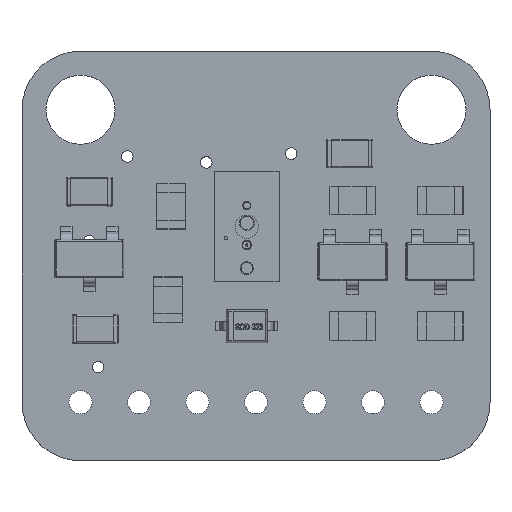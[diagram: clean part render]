
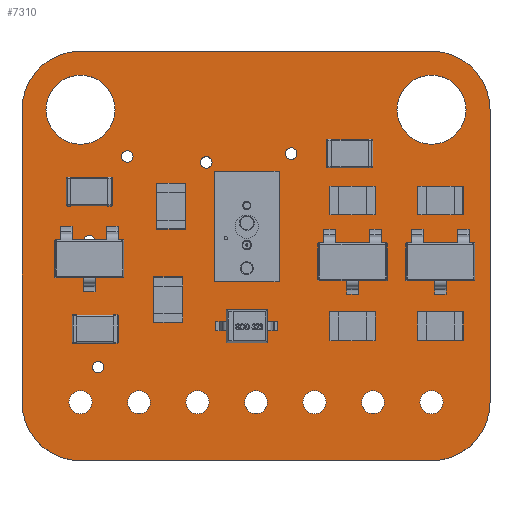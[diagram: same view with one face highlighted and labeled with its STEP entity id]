
A CAD part, top view. The second image highlights one B-rep face of the part: STEP entity #7310.
In plain terms, the highlighted planar face has unit normal (0, 0, 1).
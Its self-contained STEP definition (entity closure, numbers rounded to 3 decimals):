
#625=FACE_BOUND('',#1376,.T.);
#626=FACE_BOUND('',#1377,.T.);
#627=FACE_BOUND('',#1378,.T.);
#628=FACE_BOUND('',#1379,.T.);
#629=FACE_BOUND('',#1380,.T.);
#630=FACE_BOUND('',#1381,.T.);
#631=FACE_BOUND('',#1382,.T.);
#632=FACE_BOUND('',#1383,.T.);
#633=FACE_BOUND('',#1384,.T.);
#634=FACE_BOUND('',#1385,.T.);
#635=FACE_BOUND('',#1386,.T.);
#636=FACE_BOUND('',#1387,.T.);
#637=FACE_BOUND('',#1388,.T.);
#638=FACE_BOUND('',#1389,.T.);
#673=PLANE('',#8048);
#939=FACE_OUTER_BOUND('',#1375,.T.);
#1375=EDGE_LOOP('',(#5104,#5105,#5106,#5107,#5108,#5109,#5110,#5111));
#1376=EDGE_LOOP('',(#5112));
#1377=EDGE_LOOP('',(#5113));
#1378=EDGE_LOOP('',(#5114));
#1379=EDGE_LOOP('',(#5115));
#1380=EDGE_LOOP('',(#5116));
#1381=EDGE_LOOP('',(#5117));
#1382=EDGE_LOOP('',(#5118));
#1383=EDGE_LOOP('',(#5119));
#1384=EDGE_LOOP('',(#5120));
#1385=EDGE_LOOP('',(#5121));
#1386=EDGE_LOOP('',(#5122));
#1387=EDGE_LOOP('',(#5123));
#1388=EDGE_LOOP('',(#5124));
#1389=EDGE_LOOP('',(#5125));
#1849=LINE('',#10789,#2517);
#1853=LINE('',#10801,#2521);
#1857=LINE('',#10813,#2525);
#1861=LINE('',#10825,#2529);
#2517=VECTOR('',#8774,10.);
#2521=VECTOR('',#8786,10.);
#2525=VECTOR('',#8798,10.);
#2529=VECTOR('',#8810,10.);
#3169=CIRCLE('',#7991,0.5);
#3171=CIRCLE('',#7994,0.5);
#3173=CIRCLE('',#7997,0.5);
#3175=CIRCLE('',#8000,0.5);
#3177=CIRCLE('',#8003,0.25);
#3179=CIRCLE('',#8006,0.25);
#3181=CIRCLE('',#8009,0.25);
#3183=CIRCLE('',#8012,0.25);
#3185=CIRCLE('',#8015,0.25);
#3187=CIRCLE('',#8018,0.5);
#3189=CIRCLE('',#8021,0.5);
#3191=CIRCLE('',#8024,0.5);
#3193=CIRCLE('',#8027,1.5);
#3195=CIRCLE('',#8030,1.5);
#3198=CIRCLE('',#8035,2.54);
#3200=CIRCLE('',#8039,2.54);
#3202=CIRCLE('',#8043,2.54);
#3204=CIRCLE('',#8047,2.54);
#3348=VERTEX_POINT('',#10699);
#3350=VERTEX_POINT('',#10705);
#3352=VERTEX_POINT('',#10711);
#3354=VERTEX_POINT('',#10717);
#3356=VERTEX_POINT('',#10723);
#3358=VERTEX_POINT('',#10729);
#3360=VERTEX_POINT('',#10735);
#3362=VERTEX_POINT('',#10741);
#3364=VERTEX_POINT('',#10747);
#3366=VERTEX_POINT('',#10753);
#3368=VERTEX_POINT('',#10759);
#3370=VERTEX_POINT('',#10765);
#3372=VERTEX_POINT('',#10771);
#3374=VERTEX_POINT('',#10777);
#3378=VERTEX_POINT('',#10786);
#3379=VERTEX_POINT('',#10788);
#3381=VERTEX_POINT('',#10794);
#3383=VERTEX_POINT('',#10800);
#3385=VERTEX_POINT('',#10806);
#3387=VERTEX_POINT('',#10812);
#3389=VERTEX_POINT('',#10818);
#3391=VERTEX_POINT('',#10824);
#4004=EDGE_CURVE('',#3348,#3348,#3169,.T.);
#4007=EDGE_CURVE('',#3350,#3350,#3171,.T.);
#4010=EDGE_CURVE('',#3352,#3352,#3173,.T.);
#4013=EDGE_CURVE('',#3354,#3354,#3175,.T.);
#4016=EDGE_CURVE('',#3356,#3356,#3177,.T.);
#4019=EDGE_CURVE('',#3358,#3358,#3179,.T.);
#4022=EDGE_CURVE('',#3360,#3360,#3181,.T.);
#4025=EDGE_CURVE('',#3362,#3362,#3183,.T.);
#4028=EDGE_CURVE('',#3364,#3364,#3185,.T.);
#4031=EDGE_CURVE('',#3366,#3366,#3187,.T.);
#4034=EDGE_CURVE('',#3368,#3368,#3189,.T.);
#4037=EDGE_CURVE('',#3370,#3370,#3191,.T.);
#4040=EDGE_CURVE('',#3372,#3372,#3193,.T.);
#4043=EDGE_CURVE('',#3374,#3374,#3195,.T.);
#4048=EDGE_CURVE('',#3379,#3378,#1849,.T.);
#4051=EDGE_CURVE('',#3381,#3379,#3198,.T.);
#4054=EDGE_CURVE('',#3383,#3381,#1853,.T.);
#4057=EDGE_CURVE('',#3385,#3383,#3200,.T.);
#4060=EDGE_CURVE('',#3387,#3385,#1857,.T.);
#4063=EDGE_CURVE('',#3389,#3387,#3202,.T.);
#4066=EDGE_CURVE('',#3391,#3389,#1861,.T.);
#4069=EDGE_CURVE('',#3378,#3391,#3204,.T.);
#5104=ORIENTED_EDGE('',*,*,#4069,.T.);
#5105=ORIENTED_EDGE('',*,*,#4066,.T.);
#5106=ORIENTED_EDGE('',*,*,#4063,.T.);
#5107=ORIENTED_EDGE('',*,*,#4060,.T.);
#5108=ORIENTED_EDGE('',*,*,#4057,.T.);
#5109=ORIENTED_EDGE('',*,*,#4054,.T.);
#5110=ORIENTED_EDGE('',*,*,#4051,.T.);
#5111=ORIENTED_EDGE('',*,*,#4048,.T.);
#5112=ORIENTED_EDGE('',*,*,#4037,.T.);
#5113=ORIENTED_EDGE('',*,*,#4034,.T.);
#5114=ORIENTED_EDGE('',*,*,#4031,.T.);
#5115=ORIENTED_EDGE('',*,*,#4028,.T.);
#5116=ORIENTED_EDGE('',*,*,#4043,.T.);
#5117=ORIENTED_EDGE('',*,*,#4025,.T.);
#5118=ORIENTED_EDGE('',*,*,#4022,.T.);
#5119=ORIENTED_EDGE('',*,*,#4019,.T.);
#5120=ORIENTED_EDGE('',*,*,#4016,.T.);
#5121=ORIENTED_EDGE('',*,*,#4040,.T.);
#5122=ORIENTED_EDGE('',*,*,#4013,.T.);
#5123=ORIENTED_EDGE('',*,*,#4010,.T.);
#5124=ORIENTED_EDGE('',*,*,#4007,.T.);
#5125=ORIENTED_EDGE('',*,*,#4004,.T.);
#7310=ADVANCED_FACE('',(#939,#625,#626,#627,#628,#629,#630,#631,#632,#633,
#634,#635,#636,#637,#638),#673,.T.);
#7991=AXIS2_PLACEMENT_3D('',#10700,#8674,#8675);
#7994=AXIS2_PLACEMENT_3D('',#10706,#8681,#8682);
#7997=AXIS2_PLACEMENT_3D('',#10712,#8688,#8689);
#8000=AXIS2_PLACEMENT_3D('',#10718,#8695,#8696);
#8003=AXIS2_PLACEMENT_3D('',#10724,#8702,#8703);
#8006=AXIS2_PLACEMENT_3D('',#10730,#8709,#8710);
#8009=AXIS2_PLACEMENT_3D('',#10736,#8716,#8717);
#8012=AXIS2_PLACEMENT_3D('',#10742,#8723,#8724);
#8015=AXIS2_PLACEMENT_3D('',#10748,#8730,#8731);
#8018=AXIS2_PLACEMENT_3D('',#10754,#8737,#8738);
#8021=AXIS2_PLACEMENT_3D('',#10760,#8744,#8745);
#8024=AXIS2_PLACEMENT_3D('',#10766,#8751,#8752);
#8027=AXIS2_PLACEMENT_3D('',#10772,#8758,#8759);
#8030=AXIS2_PLACEMENT_3D('',#10778,#8765,#8766);
#8035=AXIS2_PLACEMENT_3D('',#10795,#8780,#8781);
#8039=AXIS2_PLACEMENT_3D('',#10807,#8792,#8793);
#8043=AXIS2_PLACEMENT_3D('',#10819,#8804,#8805);
#8047=AXIS2_PLACEMENT_3D('',#10829,#8816,#8817);
#8048=AXIS2_PLACEMENT_3D('',#10830,#8818,#8819);
#8674=DIRECTION('center_axis',(0.,0.,-1.));
#8675=DIRECTION('ref_axis',(1.,0.,0.));
#8681=DIRECTION('center_axis',(0.,0.,-1.));
#8682=DIRECTION('ref_axis',(1.,0.,0.));
#8688=DIRECTION('center_axis',(0.,0.,-1.));
#8689=DIRECTION('ref_axis',(1.,0.,0.));
#8695=DIRECTION('center_axis',(0.,0.,-1.));
#8696=DIRECTION('ref_axis',(1.,0.,0.));
#8702=DIRECTION('center_axis',(0.,0.,-1.));
#8703=DIRECTION('ref_axis',(1.,0.,0.));
#8709=DIRECTION('center_axis',(0.,0.,-1.));
#8710=DIRECTION('ref_axis',(1.,0.,0.));
#8716=DIRECTION('center_axis',(0.,0.,-1.));
#8717=DIRECTION('ref_axis',(1.,0.,0.));
#8723=DIRECTION('center_axis',(0.,0.,-1.));
#8724=DIRECTION('ref_axis',(1.,0.,0.));
#8730=DIRECTION('center_axis',(0.,0.,-1.));
#8731=DIRECTION('ref_axis',(1.,0.,0.));
#8737=DIRECTION('center_axis',(0.,0.,-1.));
#8738=DIRECTION('ref_axis',(1.,0.,0.));
#8744=DIRECTION('center_axis',(0.,0.,-1.));
#8745=DIRECTION('ref_axis',(1.,0.,0.));
#8751=DIRECTION('center_axis',(0.,0.,-1.));
#8752=DIRECTION('ref_axis',(1.,0.,0.));
#8758=DIRECTION('center_axis',(0.,0.,-1.));
#8759=DIRECTION('ref_axis',(1.,0.,0.));
#8765=DIRECTION('center_axis',(0.,0.,-1.));
#8766=DIRECTION('ref_axis',(1.,0.,0.));
#8774=DIRECTION('',(0.,-1.,0.));
#8780=DIRECTION('center_axis',(0.,0.,1.));
#8781=DIRECTION('ref_axis',(0.,1.,0.));
#8786=DIRECTION('',(-1.,0.,0.));
#8792=DIRECTION('center_axis',(0.,0.,1.));
#8793=DIRECTION('ref_axis',(1.,0.,0.));
#8798=DIRECTION('',(0.,1.,0.));
#8804=DIRECTION('center_axis',(0.,0.,1.));
#8805=DIRECTION('ref_axis',(0.,-1.,0.));
#8810=DIRECTION('',(1.,0.,0.));
#8816=DIRECTION('center_axis',(0.,0.,1.));
#8817=DIRECTION('ref_axis',(-1.,0.,0.));
#8818=DIRECTION('center_axis',(0.,0.,1.));
#8819=DIRECTION('ref_axis',(1.,0.,0.));
#10699=CARTESIAN_POINT('',(2.04,2.54,1.57));
#10700=CARTESIAN_POINT('Origin',(2.54,2.54,1.57));
#10705=CARTESIAN_POINT('',(7.12,2.54,1.57));
#10706=CARTESIAN_POINT('Origin',(7.62,2.54,1.57));
#10711=CARTESIAN_POINT('',(12.2,2.54,1.57));
#10712=CARTESIAN_POINT('Origin',(12.7,2.54,1.57));
#10717=CARTESIAN_POINT('',(17.28,2.54,1.57));
#10718=CARTESIAN_POINT('Origin',(17.78,2.54,1.57));
#10723=CARTESIAN_POINT('',(7.751,12.954,1.57));
#10724=CARTESIAN_POINT('Origin',(8.001,12.954,1.57));
#10729=CARTESIAN_POINT('',(4.322,13.208,1.57));
#10730=CARTESIAN_POINT('Origin',(4.572,13.208,1.57));
#10735=CARTESIAN_POINT('',(11.434,13.335,1.57));
#10736=CARTESIAN_POINT('Origin',(11.684,13.335,1.57));
#10741=CARTESIAN_POINT('',(3.052,4.064,1.57));
#10742=CARTESIAN_POINT('Origin',(3.302,4.064,1.57));
#10747=CARTESIAN_POINT('',(2.671,9.525,1.57));
#10748=CARTESIAN_POINT('Origin',(2.921,9.525,1.57));
#10753=CARTESIAN_POINT('',(14.74,2.54,1.57));
#10754=CARTESIAN_POINT('Origin',(15.24,2.54,1.57));
#10759=CARTESIAN_POINT('',(9.66,2.54,1.57));
#10760=CARTESIAN_POINT('Origin',(10.16,2.54,1.57));
#10765=CARTESIAN_POINT('',(4.58,2.54,1.57));
#10766=CARTESIAN_POINT('Origin',(5.08,2.54,1.57));
#10771=CARTESIAN_POINT('',(1.04,15.24,1.57));
#10772=CARTESIAN_POINT('Origin',(2.54,15.24,1.57));
#10777=CARTESIAN_POINT('',(16.28,15.24,1.57));
#10778=CARTESIAN_POINT('Origin',(17.78,15.24,1.57));
#10786=CARTESIAN_POINT('',(0.,2.54,1.57));
#10788=CARTESIAN_POINT('',(0.,15.24,1.57));
#10789=CARTESIAN_POINT('',(0.,2.54,1.57));
#10794=CARTESIAN_POINT('',(2.54,17.78,1.57));
#10795=CARTESIAN_POINT('Origin',(2.54,15.24,1.57));
#10800=CARTESIAN_POINT('',(17.78,17.78,1.57));
#10801=CARTESIAN_POINT('',(2.54,17.78,1.57));
#10806=CARTESIAN_POINT('',(20.32,15.24,1.57));
#10807=CARTESIAN_POINT('Origin',(17.78,15.24,1.57));
#10812=CARTESIAN_POINT('',(20.32,2.54,1.57));
#10813=CARTESIAN_POINT('',(20.32,15.24,1.57));
#10818=CARTESIAN_POINT('',(17.78,0.,1.57));
#10819=CARTESIAN_POINT('Origin',(17.78,2.54,1.57));
#10824=CARTESIAN_POINT('',(2.54,0.,1.57));
#10825=CARTESIAN_POINT('',(17.78,0.,1.57));
#10829=CARTESIAN_POINT('Origin',(2.54,2.54,1.57));
#10830=CARTESIAN_POINT('Origin',(10.16,8.89,1.57));
